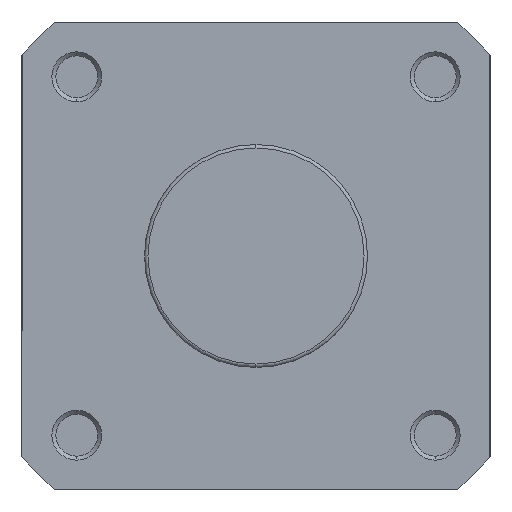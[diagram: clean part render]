
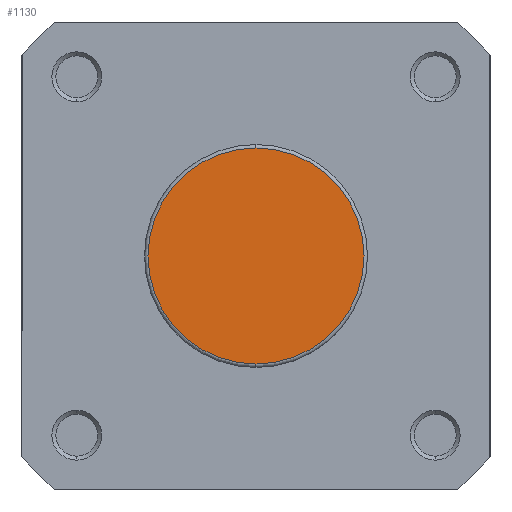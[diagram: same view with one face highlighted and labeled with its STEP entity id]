
A CAD part, left-side view. The second image highlights one B-rep face of the part: STEP entity #1130.
In plain terms, the highlighted planar face has unit normal (-1, 0, 0).
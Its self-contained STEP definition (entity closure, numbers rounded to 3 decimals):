
#449 = CARTESIAN_POINT ( 'NONE',  ( 0., 0., 21.7 ) ) ;
#450 = CARTESIAN_POINT ( 'NONE',  ( 0., 0., -21.7 ) ) ;
#753 = EDGE_LOOP ( 'NONE', ( #1800, #1668 ) ) ;
#1130 = ADVANCED_FACE ( 'NONE', ( #4442 ), #3534, .F. ) ;
#1668 = ORIENTED_EDGE ( 'NONE', *, *, #1973, .T. ) ;
#1800 = ORIENTED_EDGE ( 'NONE', *, *, #1962, .T. ) ;
#1962 = EDGE_CURVE ( 'NONE', #2848, #2847, #4690, .T. ) ;
#1973 = EDGE_CURVE ( 'NONE', #2847, #2848, #4705, .T. ) ;
#2440 = AXIS2_PLACEMENT_3D ( 'NONE', #3533, #3536, #3537 ) ;
#2545 = AXIS2_PLACEMENT_3D ( 'NONE', #3956, #3962, #3963 ) ;
#2548 = AXIS2_PLACEMENT_3D ( 'NONE', #3989, #3991, #3992 ) ;
#2847 = VERTEX_POINT ( 'NONE', #449 ) ;
#2848 = VERTEX_POINT ( 'NONE', #450 ) ;
#3533 = CARTESIAN_POINT ( 'NONE',  ( 0., 22.4, 0. ) ) ;
#3534 = PLANE ( 'NONE',  #2440 ) ;
#3536 = DIRECTION ( 'NONE',  ( 1., 0., 0. ) ) ;
#3537 = DIRECTION ( 'NONE',  ( 0., 0., -1. ) ) ;
#3956 = CARTESIAN_POINT ( 'NONE',  ( 0., 0., 0. ) ) ;
#3962 = DIRECTION ( 'NONE',  ( -1., 0., 0. ) ) ;
#3963 = DIRECTION ( 'NONE',  ( 0., 0., -1. ) ) ;
#3989 = CARTESIAN_POINT ( 'NONE',  ( 0., 0., 0. ) ) ;
#3991 = DIRECTION ( 'NONE',  ( -1., 0., 0. ) ) ;
#3992 = DIRECTION ( 'NONE',  ( 0., 0., -1. ) ) ;
#4442 = FACE_OUTER_BOUND ( 'NONE', #753, .T. ) ;
#4690 = CIRCLE ( 'NONE', #2545, 21.7 ) ;
#4705 = CIRCLE ( 'NONE', #2548, 21.7 ) ;
